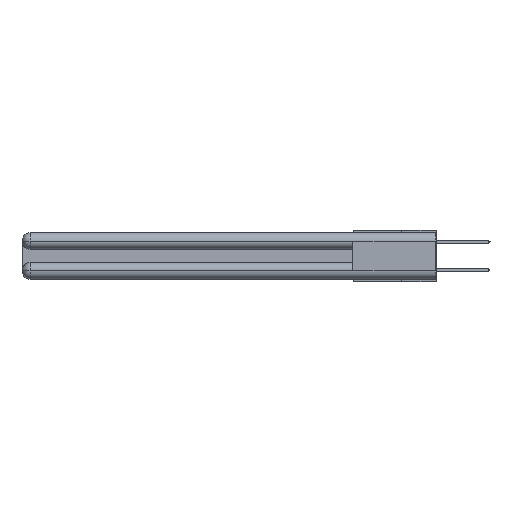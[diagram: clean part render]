
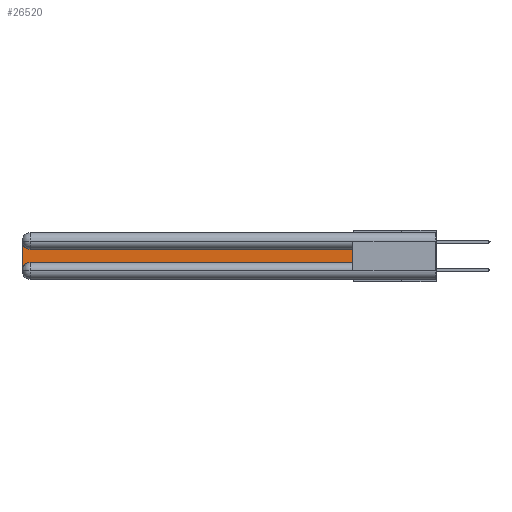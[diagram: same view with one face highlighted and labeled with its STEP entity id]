
A CAD part, left-side view. The second image highlights one B-rep face of the part: STEP entity #26520.
In plain terms, the highlighted planar face has unit normal (-1, 0, 0).
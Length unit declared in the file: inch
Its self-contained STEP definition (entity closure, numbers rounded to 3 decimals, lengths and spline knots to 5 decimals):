
#524 = DIRECTION ( 'NONE',  ( 0., 0., 1. ) ) ;
#538 = EDGE_CURVE ( 'NONE', #12189, #5205, #20759, .T. ) ;
#1204 = CIRCLE ( 'NONE', #16045, 0.06 ) ;
#1333 = DIRECTION ( 'NONE',  ( 1., 0., 0. ) ) ;
#1515 = CARTESIAN_POINT ( 'NONE',  ( 0.075, 0.6, -0.1225 ) ) ;
#2974 = DIRECTION ( 'NONE',  ( 0., 0., -1. ) ) ;
#4021 = CARTESIAN_POINT ( 'NONE',  ( 0.075, 2.94, -0.1225 ) ) ;
#4512 = ORIENTED_EDGE ( 'NONE', *, *, #25963, .T. ) ;
#4514 = VECTOR ( 'NONE', #13160, 39.37008 ) ;
#4587 = VERTEX_POINT ( 'NONE', #7813 ) ;
#5205 = VERTEX_POINT ( 'NONE', #25633 ) ;
#5638 = CARTESIAN_POINT ( 'NONE',  ( 0.075, 0.6, -0.2175 ) ) ;
#6575 = VECTOR ( 'NONE', #11496, 39.37008 ) ;
#7409 = ORIENTED_EDGE ( 'NONE', *, *, #538, .T. ) ;
#7813 = CARTESIAN_POINT ( 'NONE',  ( 0.075, 2.94, -0.2175 ) ) ;
#8174 = VERTEX_POINT ( 'NONE', #26718 ) ;
#9036 = CARTESIAN_POINT ( 'NONE',  ( 0.075, 3., -0.1225 ) ) ;
#9588 = DIRECTION ( 'NONE',  ( 1., 0., 0. ) ) ;
#9713 = EDGE_CURVE ( 'NONE', #29166, #4587, #29879, .T. ) ;
#9813 = AXIS2_PLACEMENT_3D ( 'NONE', #9036, #22784, #22582 ) ;
#9897 = DIRECTION ( 'NONE',  ( 0., -1., 0. ) ) ;
#10560 = LINE ( 'NONE', #20614, #6575 ) ;
#11496 = DIRECTION ( 'NONE',  ( 0., 0., -1. ) ) ;
#12189 = VERTEX_POINT ( 'NONE', #23098 ) ;
#13019 = VERTEX_POINT ( 'NONE', #4021 ) ;
#13160 = DIRECTION ( 'NONE',  ( 0., 1., 0. ) ) ;
#14227 = CARTESIAN_POINT ( 'NONE',  ( 0.075, 2.94, -0.0625 ) ) ;
#14341 = ORIENTED_EDGE ( 'NONE', *, *, #16572, .T. ) ;
#14613 = CARTESIAN_POINT ( 'NONE',  ( 0.075, 2.94, -0.2775 ) ) ;
#15571 = AXIS2_PLACEMENT_3D ( 'NONE', #14613, #1333, #19676 ) ;
#16003 = PLANE ( 'NONE',  #9813 ) ;
#16045 = AXIS2_PLACEMENT_3D ( 'NONE', #14227, #9588, #2974 ) ;
#16572 = EDGE_CURVE ( 'NONE', #13019, #8174, #1204, .T. ) ;
#17631 = LINE ( 'NONE', #5638, #29278 ) ;
#19676 = DIRECTION ( 'NONE',  ( 0., 0., -1. ) ) ;
#20087 = ORIENTED_EDGE ( 'NONE', *, *, #20109, .T. ) ;
#20109 = EDGE_CURVE ( 'NONE', #4587, #12189, #17631, .T. ) ;
#20614 = CARTESIAN_POINT ( 'NONE',  ( 0.075, 3., -0.2175 ) ) ;
#20720 = EDGE_CURVE ( 'NONE', #5205, #13019, #21926, .T. ) ;
#20759 = LINE ( 'NONE', #28289, #25060 ) ;
#21588 = ORIENTED_EDGE ( 'NONE', *, *, #20720, .T. ) ;
#21926 = LINE ( 'NONE', #1515, #4514 ) ;
#22582 = DIRECTION ( 'NONE',  ( 0., 0., -1. ) ) ;
#22784 = DIRECTION ( 'NONE',  ( 1., 0., 0. ) ) ;
#23098 = CARTESIAN_POINT ( 'NONE',  ( 0.075, 0.6, -0.2175 ) ) ;
#25060 = VECTOR ( 'NONE', #524, 39.37008 ) ;
#25633 = CARTESIAN_POINT ( 'NONE',  ( 0.075, 0.6, -0.1225 ) ) ;
#25963 = EDGE_CURVE ( 'NONE', #8174, #29166, #10560, .T. ) ;
#26343 = CARTESIAN_POINT ( 'NONE',  ( 0.075, 3., -0.2775 ) ) ;
#26487 = FACE_OUTER_BOUND ( 'NONE', #27424, .T. ) ;
#26520 = ADVANCED_FACE ( 'NONE', ( #26487 ), #16003, .F. ) ;
#26718 = CARTESIAN_POINT ( 'NONE',  ( 0.075, 3., -0.0625 ) ) ;
#27424 = EDGE_LOOP ( 'NONE', ( #21588, #14341, #4512, #28527, #20087, #7409 ) ) ;
#28289 = CARTESIAN_POINT ( 'NONE',  ( 0.075, 0.6, -0.2175 ) ) ;
#28527 = ORIENTED_EDGE ( 'NONE', *, *, #9713, .T. ) ;
#29166 = VERTEX_POINT ( 'NONE', #26343 ) ;
#29278 = VECTOR ( 'NONE', #9897, 39.37008 ) ;
#29879 = CIRCLE ( 'NONE', #15571, 0.06 ) ;
